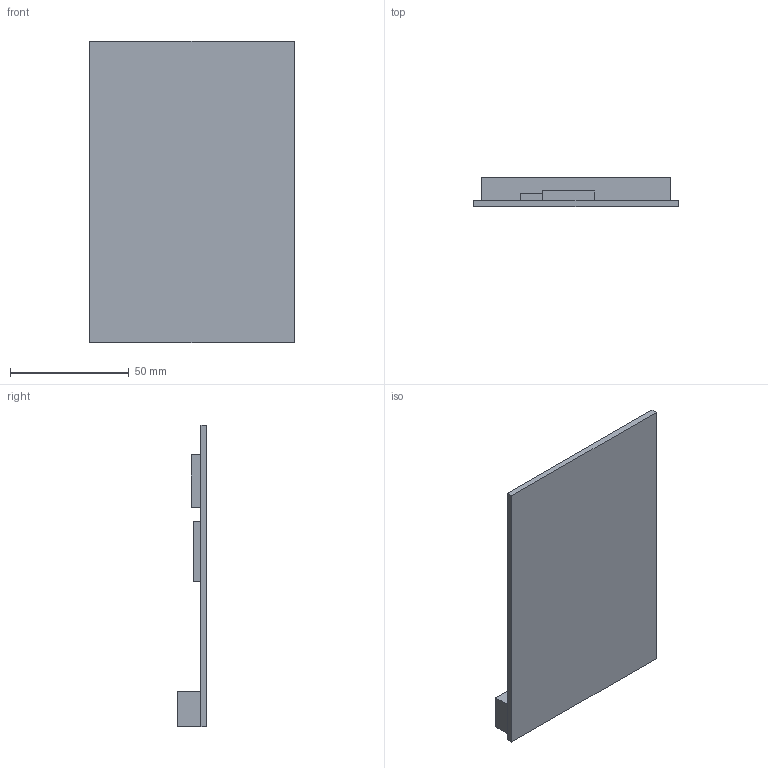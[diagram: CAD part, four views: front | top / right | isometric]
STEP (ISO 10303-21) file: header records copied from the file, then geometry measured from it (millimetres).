
FILE_DESCRIPTION((''),'2;1');
FILE_NAME('ADC_ASM','2013-01-22T',('Admin'),(''),'PRO/ENGINEER BY PARAMETRIC TECHNOLOGY CORPORATION, 2010180','PRO/ENGINEER BY PARAMETRIC TECHNOLOGY CORPORATION, 2010180','');
FILE_SCHEMA(('CONFIG_CONTROL_DESIGN'));
Length unit declared in the file: millimetre
Products named in the file (5): ADC_PCB; ADC_CONNECTOR; ADC_CHIP_NEW; DMUX; ADC_ASM
Assembly tree (4 placements, depth 2):
  ADC_ASM
    ADC_PCB
    ADC_CONNECTOR
    ADC_CHIP_NEW
    DMUX
Bounding box: 86 x 12.5 x 127 mm (x, y, z)
Volume: 43191.7 mm3; surface area: 30135.5 mm2
Topology: 4 solids, 4 shells, 24 faces, 48 edges, 32 vertices
Faces by surface type: plane 24
Entity records: 741 total; most frequent: DIRECTION 114, CARTESIAN_POINT 113, ORIENTED_EDGE 96, VECTOR 48, LINE 48, EDGE_CURVE 48, AXIS2_PLACEMENT_3D 33, VERTEX_POINT 32
